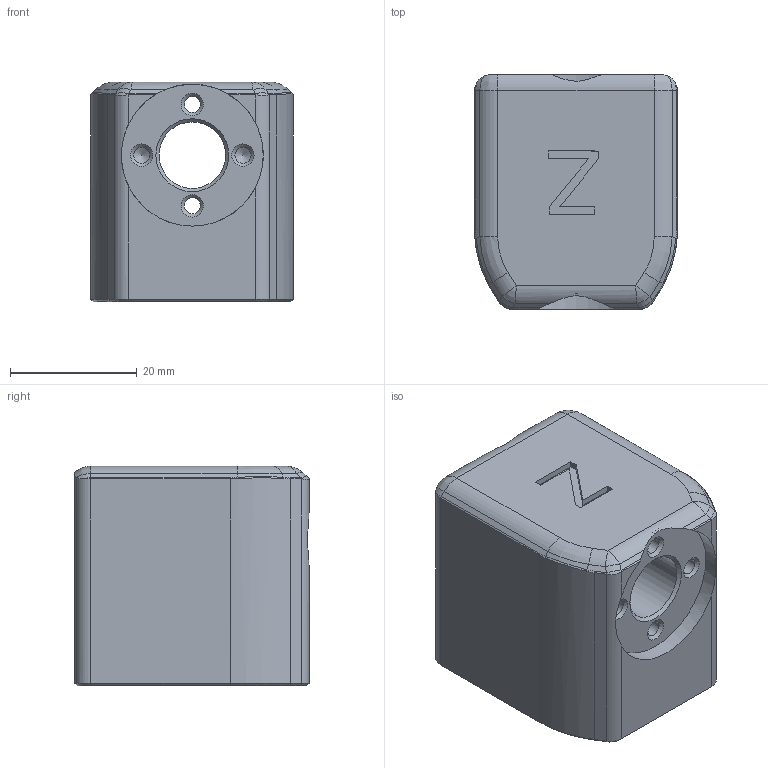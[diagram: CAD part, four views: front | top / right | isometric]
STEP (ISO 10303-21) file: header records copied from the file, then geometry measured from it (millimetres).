
FILE_DESCRIPTION(/* description */ (''),/* implementation_level */ '2;1');
FILE_NAME(/* name */ 'Z Axis Anti Backlash Nut.step',/* time_stamp */ '2025-04-25T15:00:31-07:00',/* author */ (''),/* organization */ (''),/* preprocessor_version */ 'ST-DEVELOPER v20.1',/* originating_system */ 'Autodesk Translation Framework v14.4.0.0',/* authorisation */ '');
FILE_SCHEMA (('AUTOMOTIVE_DESIGN { 1 0 10303 214 3 1 1 }'));
Length unit declared in the file: millimetre
Products named in the file (1): Z Axis_Z axis anti backlash nut
Bounding box: 32 x 37 x 34.67 mm (x, y, z)
Volume: 33872.9 mm3; surface area: 8668.8 mm2
Topology: 1 solids, 1 shells, 118 faces, 294 edges, 177 vertices
Faces by surface type: cylinder 37, plane 36, cone 28, bspline 17
Full cylindrical faces by diameter (mm): 2.529 x8, 4.234 x2, 10.5 x1, 22.4 x2
Entity records: 3785 total; most frequent: CARTESIAN_POINT 989, DIRECTION 588, ORIENTED_EDGE 564, EDGE_CURVE 282, AXIS2_PLACEMENT_3D 223, VERTEX_POINT 177, LINE 142, VECTOR 142
